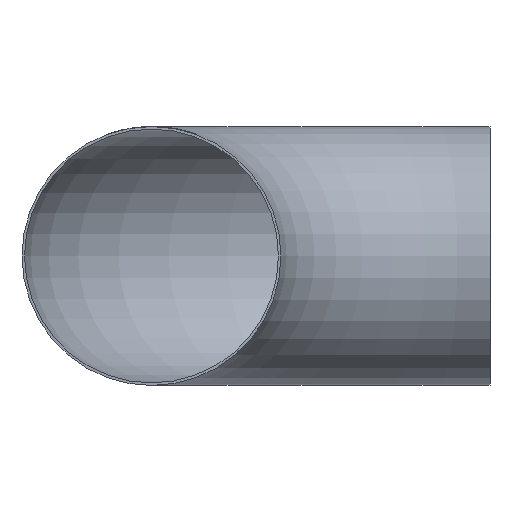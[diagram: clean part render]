
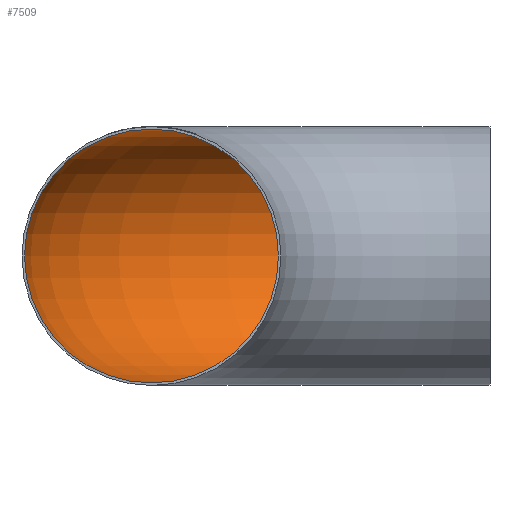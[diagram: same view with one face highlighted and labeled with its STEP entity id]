
A CAD part, front view. The second image highlights one B-rep face of the part: STEP entity #7509.
In plain terms, the highlighted toroidal (fillet/blend) face has major radius 400 mm and minor radius 150 mm.
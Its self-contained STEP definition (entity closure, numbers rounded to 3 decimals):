
#642 = FACE_OUTER_BOUND ( 'NONE', #3620, .T. ) ;
#981 = DIRECTION ( 'NONE',  ( 1., 0., 0. ) ) ;
#3555 = VERTEX_POINT ( 'NONE', #5962 ) ;
#3620 = EDGE_LOOP ( 'NONE', ( #19559 ) ) ;
#5739 = DIRECTION ( 'NONE',  ( 0., 0., -1. ) ) ;
#5814 = VERTEX_POINT ( 'NONE', #26047 ) ;
#5962 = CARTESIAN_POINT ( 'NONE',  ( -400., 0., 150. ) ) ;
#7509 = ADVANCED_FACE ( 'NONE', ( #28171, #642 ), #19665, .F. ) ;
#7967 = DIRECTION ( 'NONE',  ( 0., 0., 1. ) ) ;
#8046 = DIRECTION ( 'NONE',  ( 0., 1., 0. ) ) ;
#8402 = CARTESIAN_POINT ( 'NONE',  ( -400., 0., 0. ) ) ;
#12224 = CARTESIAN_POINT ( 'NONE',  ( 0., 0., 0. ) ) ;
#12265 = EDGE_CURVE ( 'NONE', #3555, #3555, #22234, .T. ) ;
#12654 = DIRECTION ( 'NONE',  ( -1., 0., 0. ) ) ;
#14384 = CARTESIAN_POINT ( 'NONE',  ( 0., 400., 0. ) ) ;
#18139 = AXIS2_PLACEMENT_3D ( 'NONE', #14384, #981, #8046 ) ;
#19559 = ORIENTED_EDGE ( 'NONE', *, *, #12265, .F. ) ;
#19665 = TOROIDAL_SURFACE ( 'NONE', #27830, 400., 150. ) ;
#22234 = CIRCLE ( 'NONE', #23675, 150. ) ;
#23675 = AXIS2_PLACEMENT_3D ( 'NONE', #8402, #28572, #7967 ) ;
#24464 = ORIENTED_EDGE ( 'NONE', *, *, #29587, .T. ) ;
#26047 = CARTESIAN_POINT ( 'NONE',  ( 0., 550., 0. ) ) ;
#26427 = EDGE_LOOP ( 'NONE', ( #24464 ) ) ;
#27830 = AXIS2_PLACEMENT_3D ( 'NONE', #12224, #5739, #12654 ) ;
#28171 = FACE_OUTER_BOUND ( 'NONE', #26427, .T. ) ;
#28572 = DIRECTION ( 'NONE',  ( 0., 1., 0. ) ) ;
#29159 = CIRCLE ( 'NONE', #18139, 150. ) ;
#29587 = EDGE_CURVE ( 'NONE', #5814, #5814, #29159, .T. ) ;
